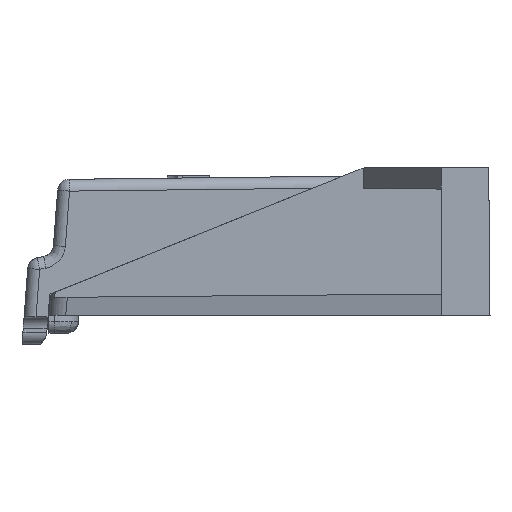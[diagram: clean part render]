
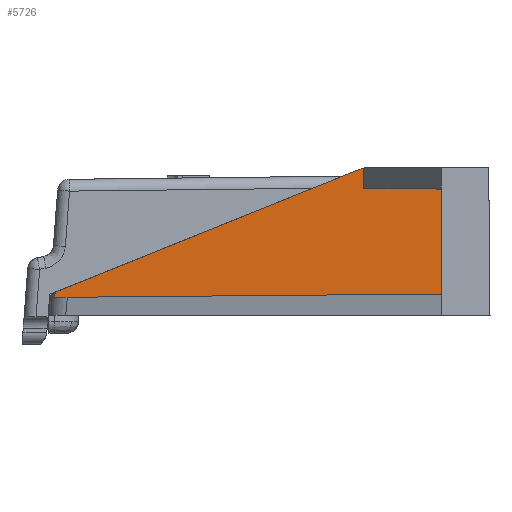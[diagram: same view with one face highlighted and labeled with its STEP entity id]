
A CAD part, left-side view. The second image highlights one B-rep face of the part: STEP entity #5726.
In plain terms, the highlighted planar face has unit normal (-1, 0.009, 0).
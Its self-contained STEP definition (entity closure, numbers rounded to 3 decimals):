
#428 = VECTOR ( 'NONE', #24626, 1000. ) ;
#621 = VECTOR ( 'NONE', #12929, 1000. ) ;
#1885 = EDGE_CURVE ( 'NONE', #18157, #18862, #4910, .T. ) ;
#3505 = CARTESIAN_POINT ( 'NONE',  ( -37.817, 25.955, 1.517 ) ) ;
#4910 =( BOUNDED_CURVE ( )  B_SPLINE_CURVE ( 3, ( #17118, #25269, #6156, #3505 ),
 .UNSPECIFIED., .F., .F. ) 
 B_SPLINE_CURVE_WITH_KNOTS ( ( 4, 4 ),
 ( 2.192, 2.196 ),
 .UNSPECIFIED. ) 
 CURVE ( )  GEOMETRIC_REPRESENTATION_ITEM ( )  RATIONAL_B_SPLINE_CURVE ( ( 1., 1., 1., 1. ) ) 
 REPRESENTATION_ITEM ( '' )  );
#4920 = EDGE_CURVE ( 'NONE', #27769, #9285, #16919, .T. ) ;
#5521 = LINE ( 'NONE', #29791, #26569 ) ;
#5689 = LINE ( 'NONE', #32786, #428 ) ;
#5726 = ADVANCED_FACE ( 'NONE', ( #24701 ), #22401, .T. ) ;
#6045 = DIRECTION ( 'NONE',  ( 0.009, 1., 0.009 ) ) ;
#6156 = CARTESIAN_POINT ( 'NONE',  ( -37.817, 25.944, 1.662 ) ) ;
#6401 = CARTESIAN_POINT ( 'NONE',  ( -38.04, 0.36, 12.255 ) ) ;
#6628 = CARTESIAN_POINT ( 'NONE',  ( -38.043, 0.037, 12.354 ) ) ;
#9285 = VERTEX_POINT ( 'NONE', #6401 ) ;
#11301 = CARTESIAN_POINT ( 'NONE',  ( -38.043, 0.037, 10.657 ) ) ;
#11372 = ORIENTED_EDGE ( 'NONE', *, *, #4920, .T. ) ;
#11421 = DIRECTION ( 'NONE',  ( -0.009, -1., 0. ) ) ;
#12002 = ORIENTED_EDGE ( 'NONE', *, *, #30064, .T. ) ;
#12929 = DIRECTION ( 'NONE',  ( 0., 0., -1. ) ) ;
#14083 = CARTESIAN_POINT ( 'NONE',  ( -38.1, -6.5, 0. ) ) ;
#15286 = CARTESIAN_POINT ( 'NONE',  ( -38.042, 0.147, 12.33 ) ) ;
#15943 = LINE ( 'NONE', #26747, #621 ) ;
#16295 = EDGE_CURVE ( 'NONE', #18862, #21233, #5689, .T. ) ;
#16326 = DIRECTION ( 'NONE',  ( 0., 0., 1. ) ) ;
#16919 =( BOUNDED_CURVE ( )  B_SPLINE_CURVE ( 3, ( #17748, #15286, #28058, #28568 ),
 .UNSPECIFIED., .F., .F. ) 
 B_SPLINE_CURVE_WITH_KNOTS ( ( 4, 4 ),
 ( 4.927, 5.096 ),
 .UNSPECIFIED. ) 
 CURVE ( )  GEOMETRIC_REPRESENTATION_ITEM ( )  RATIONAL_B_SPLINE_CURVE ( ( 1., 0.998, 0.998, 1. ) ) 
 REPRESENTATION_ITEM ( '' )  );
#17118 = CARTESIAN_POINT ( 'NONE',  ( -37.817, 25.922, 1.952 ) ) ;
#17748 = CARTESIAN_POINT ( 'NONE',  ( -38.043, 0.037, 12.354 ) ) ;
#17920 = ORIENTED_EDGE ( 'NONE', *, *, #1885, .T. ) ;
#18157 = VERTEX_POINT ( 'NONE', #29085 ) ;
#18578 = AXIS2_PLACEMENT_3D ( 'NONE', #14083, #21882, #11421 ) ;
#18705 = CARTESIAN_POINT ( 'NONE',  ( -38.006, 4.299, 10.667 ) ) ;
#18862 = VERTEX_POINT ( 'NONE', #32341 ) ;
#19229 = ORIENTED_EDGE ( 'NONE', *, *, #30175, .F. ) ;
#20108 = ORIENTED_EDGE ( 'NONE', *, *, #33946, .T. ) ;
#20458 = VERTEX_POINT ( 'NONE', #11301 ) ;
#21059 = EDGE_CURVE ( 'NONE', #20458, #27769, #5521, .T. ) ;
#21233 = VERTEX_POINT ( 'NONE', #31518 ) ;
#21325 = LINE ( 'NONE', #32129, #27191 ) ;
#21358 = DIRECTION ( 'NONE',  ( 0.008, 0.927, -0.374 ) ) ;
#21882 = DIRECTION ( 'NONE',  ( -1., 0.009, 0. ) ) ;
#22266 = EDGE_LOOP ( 'NONE', ( #31977, #11372, #20108, #17920, #29840, #19229, #12002 ) ) ;
#22401 = PLANE ( 'NONE',  #18578 ) ;
#23665 = LINE ( 'NONE', #18705, #26277 ) ;
#24626 = DIRECTION ( 'NONE',  ( -0.009, -1., 0.009 ) ) ;
#24701 = FACE_OUTER_BOUND ( 'NONE', #22266, .T. ) ;
#25269 = CARTESIAN_POINT ( 'NONE',  ( -37.817, 25.933, 1.807 ) ) ;
#26277 = VECTOR ( 'NONE', #21358, 1000. ) ;
#26569 = VECTOR ( 'NONE', #16326, 1000. ) ;
#26747 = CARTESIAN_POINT ( 'NONE',  ( -38.1, -6.5, 0. ) ) ;
#27101 = VERTEX_POINT ( 'NONE', #28550 ) ;
#27191 = VECTOR ( 'NONE', #6045, 1000. ) ;
#27769 = VERTEX_POINT ( 'NONE', #6628 ) ;
#28058 = CARTESIAN_POINT ( 'NONE',  ( -38.041, 0.255, 12.297 ) ) ;
#28550 = CARTESIAN_POINT ( 'NONE',  ( -38.1, -6.5, 10.6 ) ) ;
#28568 = CARTESIAN_POINT ( 'NONE',  ( -38.04, 0.36, 12.255 ) ) ;
#29085 = CARTESIAN_POINT ( 'NONE',  ( -37.817, 25.922, 1.952 ) ) ;
#29791 = CARTESIAN_POINT ( 'NONE',  ( -38.043, 0.037, 10.6 ) ) ;
#29840 = ORIENTED_EDGE ( 'NONE', *, *, #16295, .T. ) ;
#30064 = EDGE_CURVE ( 'NONE', #27101, #20458, #21325, .T. ) ;
#30175 = EDGE_CURVE ( 'NONE', #27101, #21233, #15943, .T. ) ;
#31518 = CARTESIAN_POINT ( 'NONE',  ( -38.1, -6.5, 1.8 ) ) ;
#31977 = ORIENTED_EDGE ( 'NONE', *, *, #21059, .T. ) ;
#32129 = CARTESIAN_POINT ( 'NONE',  ( -38.097, -6.168, 10.603 ) ) ;
#32341 = CARTESIAN_POINT ( 'NONE',  ( -37.817, 25.955, 1.517 ) ) ;
#32786 = CARTESIAN_POINT ( 'NONE',  ( -38.097, -6.168, 1.797 ) ) ;
#33946 = EDGE_CURVE ( 'NONE', #9285, #18157, #23665, .T. ) ;
